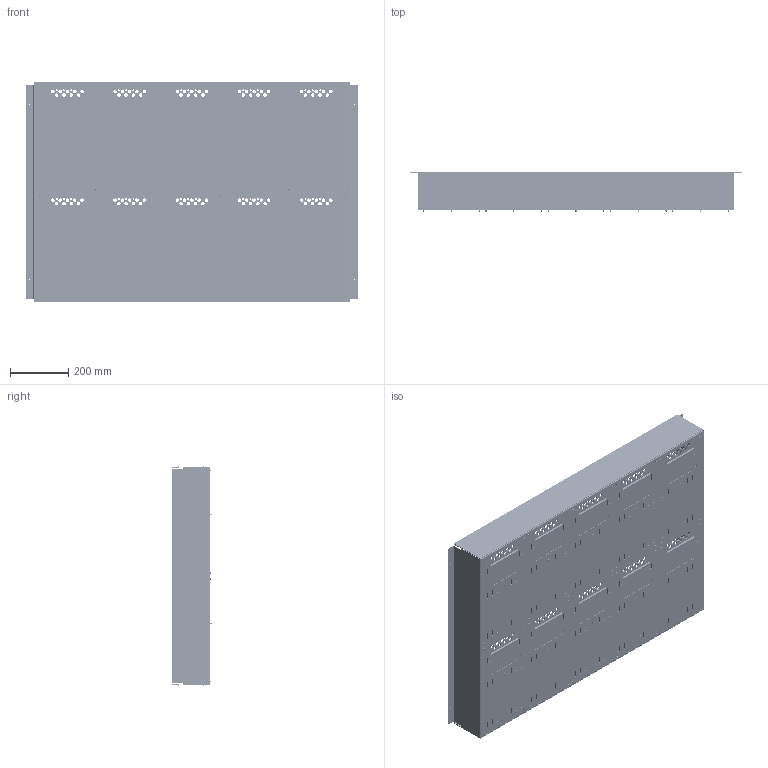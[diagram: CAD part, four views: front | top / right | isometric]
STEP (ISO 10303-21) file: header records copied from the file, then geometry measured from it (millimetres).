
FILE_DESCRIPTION (( 'STEP AP214' ), '1' );
FILE_NAME ('c_il186512-a_3d.STEP', '2019-10-02T14:33:59', ( '' ), ( '' ), 'SwSTEP 2.0', 'SolidWorks 2019', '' );
FILE_SCHEMA (( 'AUTOMOTIVE_DESIGN' ));
Length unit declared in the file: millimetre
Products named in the file (15): Meter board assembly; c_il186512-a_3d; Small screw; Meter board; Meter box; Separation profile
Assembly tree (163 placements, depth 3):
  c_il186512-a_3d
    Meter box
    Separation profile  x2
    Meter board assembly
      Meter board
      Small screw  x14
    Meter board assembly
      Meter board
      Small screw  x14
    Meter board assembly
      Meter board
      Small screw  x14
    Meter board assembly
      Meter board
      Small screw  x14
    Meter board assembly
      Meter board
      Small screw  x14
    Meter board assembly
      Meter board
      Small screw  x14
    Meter board assembly
      Meter board
      Small screw  x14
    Meter board assembly
      Meter board
      Small screw  x14
    Meter board assembly
      Meter board
      Small screw  x14
    Meter board assembly
      Meter board
      Small screw  x14
Bounding box: 1137 x 135.5 x 755 mm (x, y, z)
Volume: 10191316.5 mm3; surface area: 4598848.4 mm2
Topology: 163 solids, 163 shells, 7310 faces, 17848 edges, 11124 vertices
Faces by surface type: plane 4210, torus 1680, cylinder 1140, cone 280
Entity records: 39887 total; most frequent: CARTESIAN_POINT 6863, ORIENTED_EDGE 6568, DIRECTION 6366, EDGE_CURVE 3284, VECTOR 2792, LINE 2792, VERTEX_POINT 2168, AXIS2_PLACEMENT_3D 1787
